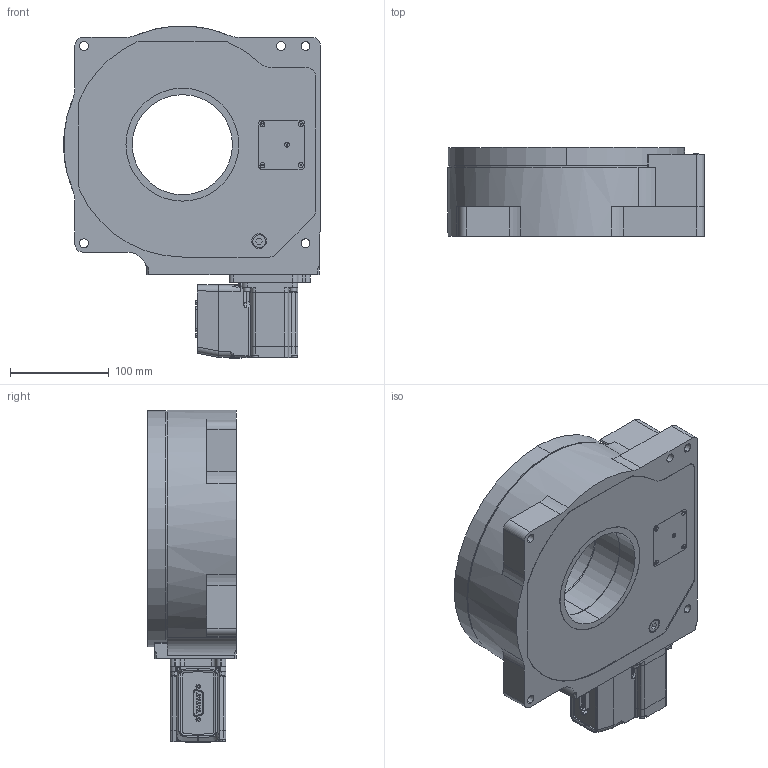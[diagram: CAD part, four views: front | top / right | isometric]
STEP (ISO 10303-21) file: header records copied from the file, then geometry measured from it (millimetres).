
FILE_DESCRIPTION (( 'STEP AP203' ), '1' );
FILE_NAME ('RST240x-T3A.step', '2023-11-02T21:47:48', ( '' ), ( '' ), 'SwSTEP 2.0', 'SolidWorks 2019', '' );
FILE_SCHEMA (( 'CONFIG_CONTROL_DESIGN' ));
Length unit declared in the file: millimetre
Products named in the file (4): RST240x-T3A; NMS23_motor^RST240_RST240-T3A; RST240_base^RST240; RST240_top^RST240
Assembly tree (3 placements, depth 2):
  RST240x-T3A
    RST240_base^RST240
    RST240_top^RST240
    NMS23_motor^RST240_RST240-T3A
Bounding box: 260.47 x 90 x 336.95 mm (x, y, z)
Volume: 4627609.1 mm3; surface area: 437789.5 mm2
Topology: 44 solids, 44 shells, 1011 faces, 2458 edges, 1612 vertices
Faces by surface type: plane 538, cylinder 382, cone 49, torus 22, bspline 18, sphere 2
Entity records: 31296 total; most frequent: CARTESIAN_POINT 6690, DIRECTION 5178, ORIENTED_EDGE 4862, EDGE_CURVE 2431, AXIS2_PLACEMENT_3D 1853, VERTEX_POINT 1612, VECTOR 1472, LINE 1472
